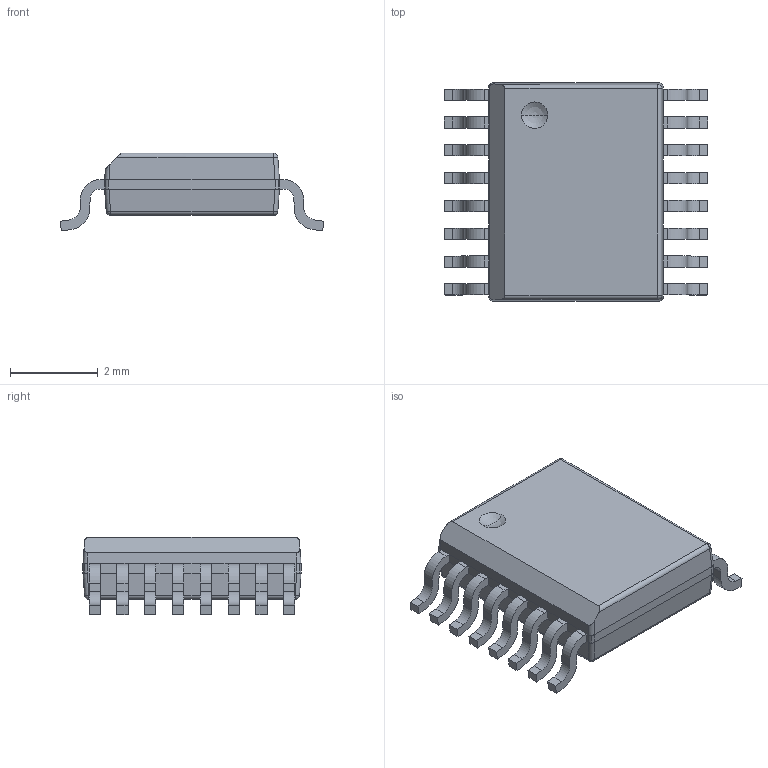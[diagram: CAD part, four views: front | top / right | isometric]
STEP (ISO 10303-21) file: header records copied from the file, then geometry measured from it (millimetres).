
FILE_DESCRIPTION(('FreeCAD Model'),'2;1');
FILE_NAME( 'User Library-User Library-MAX_QSOP16.step', '2020-10-11T12:27:21',('kicad StepUp'),('ksu MCAD'), 'Open CASCADE STEP processor 7.3','FreeCAD','Unknown');
FILE_SCHEMA(('AUTOMOTIVE_DESIGN { 1 0 10303 214 1 1 1 1 }'));
Length unit declared in the file: millimetre
Products named in the file (1): User_Library-User_Library-MAX_QSOP16
Bounding box: 6.02 x 4.98 x 1.77 mm (x, y, z)
Volume: 28.9 mm3; surface area: 85.9 mm2
Topology: 1 solids, 1 shells, 270 faces, 706 edges, 437 vertices
Faces by surface type: plane 175, cylinder 79, bspline 8, sphere 6, revolution 2
Entity records: 10308 total; most frequent: CARTESIAN_POINT 1781, ORIENTED_EDGE 1408, DIRECTION 1358, EDGE_CURVE 704, LINE 534, VECTOR 534, VERTEX_POINT 437, AXIS2_PLACEMENT_3D 411
